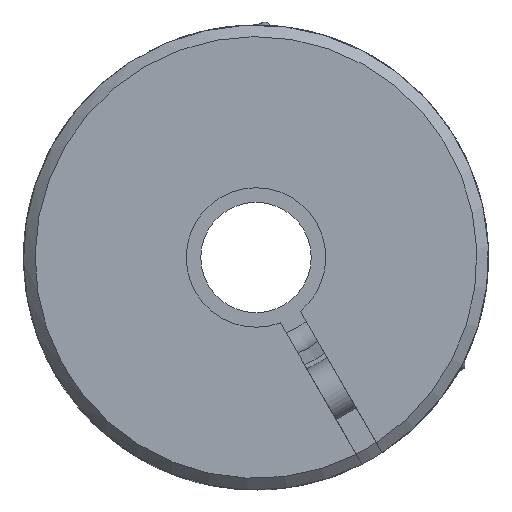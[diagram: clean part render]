
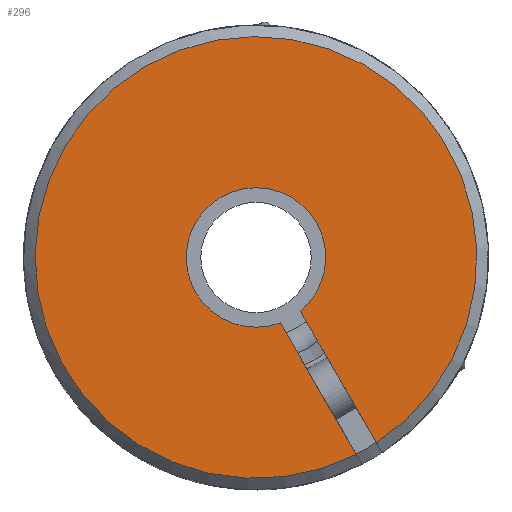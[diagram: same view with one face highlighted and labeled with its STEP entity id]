
A CAD part, left-side view. The second image highlights one B-rep face of the part: STEP entity #296.
In plain terms, the highlighted planar face has unit normal (-1, 0, 0).
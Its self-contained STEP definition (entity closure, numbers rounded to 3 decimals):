
#296 = ADVANCED_FACE( '', ( #739 ), #740, .T. );
#739 = FACE_OUTER_BOUND( '', #1354, .T. );
#740 = PLANE( '', #1355 );
#1354 = EDGE_LOOP( '', ( #2220, #2221, #2222, #2223 ) );
#1355 = AXIS2_PLACEMENT_3D( '', #2224, #2225, #2226 );
#2220 = ORIENTED_EDGE( '', *, *, #3743, .T. );
#2221 = ORIENTED_EDGE( '', *, *, #3744, .F. );
#2222 = ORIENTED_EDGE( '', *, *, #3745, .T. );
#2223 = ORIENTED_EDGE( '', *, *, #3746, .T. );
#2224 = CARTESIAN_POINT( '', ( -25., 1.525, 2.641 ) );
#2225 = DIRECTION( '', ( -1., 0., 0. ) );
#2226 = DIRECTION( '', ( 0., 0.5, 0.866 ) );
#3743 = EDGE_CURVE( '', #4587, #4588, #4589, .T. );
#3744 = EDGE_CURVE( '', #4590, #4588, #4591, .T. );
#3745 = EDGE_CURVE( '', #4590, #4592, #4593, .T. );
#3746 = EDGE_CURVE( '', #4592, #4587, #4594, .T. );
#4587 = VERTEX_POINT( '', #5847 );
#4588 = VERTEX_POINT( '', #5848 );
#4589 = LINE( '', #5849, #5850 );
#4590 = VERTEX_POINT( '', #5851 );
#4591 = CIRCLE( '', #5852, 6. );
#4592 = VERTEX_POINT( '', #5853 );
#4593 = LINE( '', #5854, #5855 );
#4594 = CIRCLE( '', #5856, 19. );
#5847 = CARTESIAN_POINT( '', ( -25., -8.621, -16.932 ) );
#5848 = CARTESIAN_POINT( '', ( -25., -2.092, -5.623 ) );
#5849 = CARTESIAN_POINT( '', ( -25., 2.391, 2.141 ) );
#5850 = VECTOR( '', #7437, 1000. );
#5851 = CARTESIAN_POINT( '', ( -25., -3.824, -4.623 ) );
#5852 = AXIS2_PLACEMENT_3D( '', #7438, #7439, #7440 );
#5853 = CARTESIAN_POINT( '', ( -25., -10.353, -15.932 ) );
#5854 = CARTESIAN_POINT( '', ( -25., 0.659, 3.141 ) );
#5855 = VECTOR( '', #7441, 1000. );
#5856 = AXIS2_PLACEMENT_3D( '', #7442, #7443, #7444 );
#7437 = DIRECTION( '', ( 0., 0.5, 0.866 ) );
#7438 = CARTESIAN_POINT( '', ( -25., 0., 0. ) );
#7439 = DIRECTION( '', ( -1., 0., 0. ) );
#7440 = DIRECTION( '', ( 0., -1., 0. ) );
#7441 = DIRECTION( '', ( 0., -0.5, -0.866 ) );
#7442 = CARTESIAN_POINT( '', ( -25., 0., 0. ) );
#7443 = DIRECTION( '', ( -1., 0., 0. ) );
#7444 = DIRECTION( '', ( 0., 0.5, 0.866 ) );
